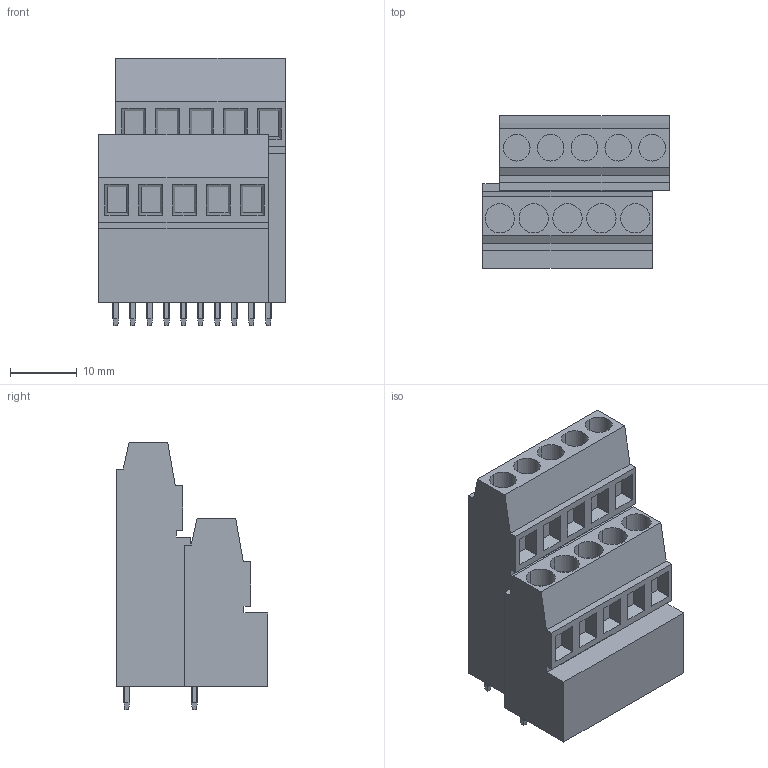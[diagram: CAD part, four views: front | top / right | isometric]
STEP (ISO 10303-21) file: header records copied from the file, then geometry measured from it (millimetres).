
FILE_DESCRIPTION(('CATIA V5 STEP Exchange','CAx-IF Rec.Pracs.--- Model Styling and Organization---1.2---2011-12-15'),'2;1');
FILE_NAME ('D1455725_0_1769270000_1769270000.stp','2018-09-07T15:07:16+00:00',('none'),('Weidmueller'),'CATIA Version 5-6 Release 2014','CATIA V5 STEP AP214','none');
FILE_SCHEMA(('AUTOMOTIVE_DESIGN { 1 0 10303 214 1 1 1 1 }'));
Length unit declared in the file: millimetre
Products named in the file (1): 1769270000
Bounding box: 27.94 x 22.8 x 40.1 mm (x, y, z)
Volume: 15036 mm3; surface area: 5349 mm2
Topology: 11 solids, 11 shells, 247 faces, 615 edges, 410 vertices
Faces by surface type: plane 227, cylinder 20
Entity records: 6913 total; most frequent: CARTESIAN_POINT 1310, ORIENTED_EDGE 1230, DIRECTION 943, EDGE_CURVE 615, VECTOR 495, LINE 495, VERTEX_POINT 410, EDGE_LOOP 267
